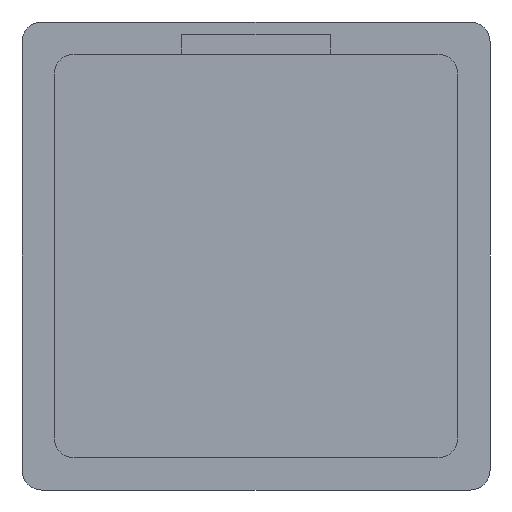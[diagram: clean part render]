
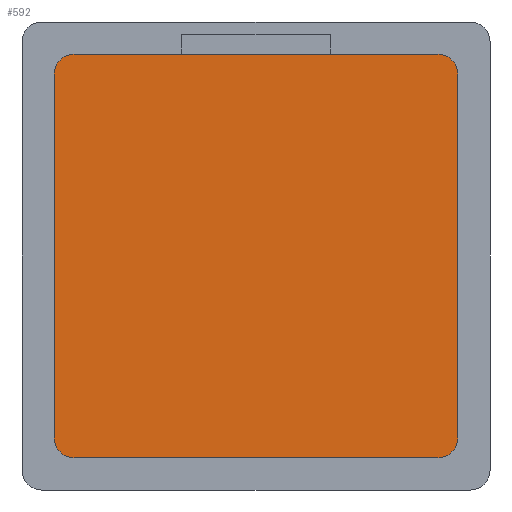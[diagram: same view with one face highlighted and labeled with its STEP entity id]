
A CAD part, front view. The second image highlights one B-rep face of the part: STEP entity #592.
In plain terms, the highlighted planar face has unit normal (0, -1, 0).
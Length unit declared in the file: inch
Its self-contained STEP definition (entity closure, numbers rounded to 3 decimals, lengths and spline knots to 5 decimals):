
#25=CIRCLE('',#641,0.02);
#26=CIRCLE('',#645,0.02);
#27=CIRCLE('',#647,0.02);
#28=CIRCLE('',#650,0.02);
#78=FACE_OUTER_BOUND('',#112,.T.);
#112=EDGE_LOOP('',(#509,#510,#511,#512,#513,#514,#515,#516));
#162=LINE('',#962,#222);
#167=LINE('',#972,#227);
#172=LINE('',#984,#232);
#173=LINE('',#988,#233);
#222=VECTOR('',#782,0.367);
#227=VECTOR('',#789,0.367);
#232=VECTOR('',#804,0.367);
#233=VECTOR('',#809,0.367);
#285=VERTEX_POINT('',#955);
#286=VERTEX_POINT('',#957);
#287=VERTEX_POINT('',#961);
#290=VERTEX_POINT('',#969);
#291=VERTEX_POINT('',#971);
#292=VERTEX_POINT('',#976);
#293=VERTEX_POINT('',#982);
#294=VERTEX_POINT('',#986);
#357=EDGE_CURVE('',#285,#286,#25,.T.);
#359=EDGE_CURVE('',#286,#287,#162,.T.);
#364=EDGE_CURVE('',#290,#291,#167,.T.);
#367=EDGE_CURVE('',#291,#292,#26,.T.);
#369=EDGE_CURVE('',#287,#290,#27,.T.);
#371=EDGE_CURVE('',#293,#285,#172,.T.);
#372=EDGE_CURVE('',#294,#293,#28,.T.);
#373=EDGE_CURVE('',#292,#294,#173,.T.);
#509=ORIENTED_EDGE('',*,*,#357,.F.);
#510=ORIENTED_EDGE('',*,*,#371,.F.);
#511=ORIENTED_EDGE('',*,*,#372,.F.);
#512=ORIENTED_EDGE('',*,*,#373,.F.);
#513=ORIENTED_EDGE('',*,*,#367,.F.);
#514=ORIENTED_EDGE('',*,*,#364,.F.);
#515=ORIENTED_EDGE('',*,*,#369,.F.);
#516=ORIENTED_EDGE('',*,*,#359,.F.);
#561=PLANE('',#649);
#592=ADVANCED_FACE('',(#78),#561,.F.);
#641=AXIS2_PLACEMENT_3D('',#958,#777,#778);
#645=AXIS2_PLACEMENT_3D('',#977,#794,#795);
#647=AXIS2_PLACEMENT_3D('',#980,#799,#800);
#649=AXIS2_PLACEMENT_3D('',#985,#805,#806);
#650=AXIS2_PLACEMENT_3D('',#987,#807,#808);
#777=DIRECTION('center_axis',(0.,1.,0.));
#778=DIRECTION('ref_axis',(1.,0.,0.));
#782=DIRECTION('',(0.,0.,1.));
#789=DIRECTION('',(1.,0.,0.));
#794=DIRECTION('center_axis',(0.,1.,0.));
#795=DIRECTION('ref_axis',(1.,0.,0.));
#799=DIRECTION('center_axis',(0.,1.,0.));
#800=DIRECTION('ref_axis',(1.,0.,0.));
#804=DIRECTION('',(-1.,0.,0.));
#805=DIRECTION('center_axis',(0.,1.,0.));
#806=DIRECTION('ref_axis',(0.,0.,1.));
#807=DIRECTION('center_axis',(0.,1.,0.));
#808=DIRECTION('ref_axis',(1.,0.,0.));
#809=DIRECTION('',(0.,0.,-1.));
#955=CARTESIAN_POINT('',(-0.1835,0.1,-0.2035));
#957=CARTESIAN_POINT('',(-0.2035,0.1,-0.1835));
#958=CARTESIAN_POINT('Origin',(-0.1835,0.1,-0.1835));
#961=CARTESIAN_POINT('',(-0.2035,0.1,0.1835));
#962=CARTESIAN_POINT('',(-0.2035,0.1,-0.1835));
#969=CARTESIAN_POINT('',(-0.1835,0.1,0.2035));
#971=CARTESIAN_POINT('',(0.1835,0.1,0.2035));
#972=CARTESIAN_POINT('',(-0.1835,0.1,0.2035));
#976=CARTESIAN_POINT('',(0.2035,0.1,0.1835));
#977=CARTESIAN_POINT('Origin',(0.1835,0.1,0.1835));
#980=CARTESIAN_POINT('Origin',(-0.1835,0.1,0.1835));
#982=CARTESIAN_POINT('',(0.1835,0.1,-0.2035));
#984=CARTESIAN_POINT('',(0.1835,0.1,-0.2035));
#985=CARTESIAN_POINT('Origin',(-0.1835,0.1,-0.1835));
#986=CARTESIAN_POINT('',(0.2035,0.1,-0.1835));
#987=CARTESIAN_POINT('Origin',(0.1835,0.1,-0.1835));
#988=CARTESIAN_POINT('',(0.2035,0.1,0.1835));
